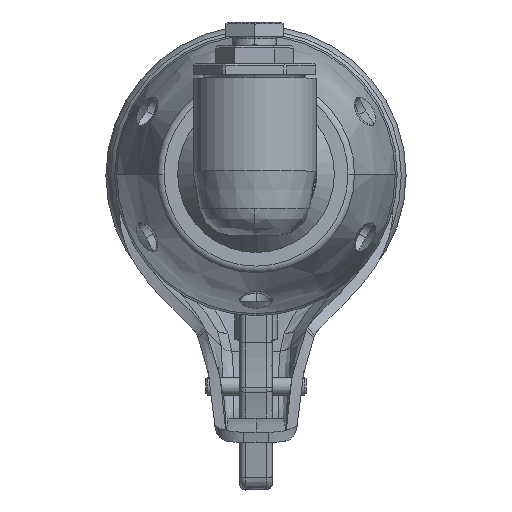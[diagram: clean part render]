
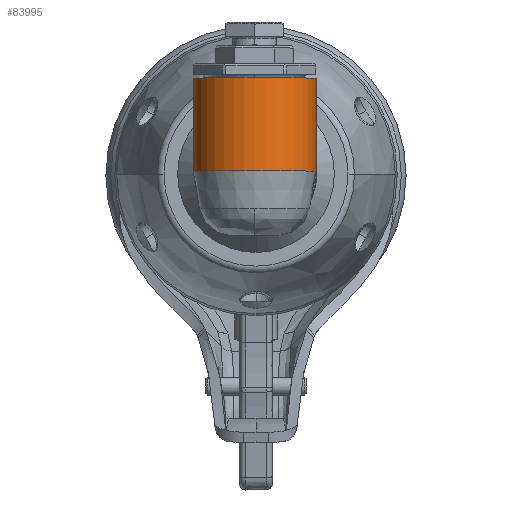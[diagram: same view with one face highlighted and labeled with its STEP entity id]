
A CAD part, top view. The second image highlights one B-rep face of the part: STEP entity #83995.
In plain terms, the highlighted cylindrical face has radius 8.6 mm (diameter 17.2 mm), a partial arc.
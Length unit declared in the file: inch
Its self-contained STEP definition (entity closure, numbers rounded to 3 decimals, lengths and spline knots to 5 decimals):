
#40951=CARTESIAN_POINT('',(-0.00785,0.00996,
7.59055));
#40952=DIRECTION('',(0.,1.,0.));
#40953=DIRECTION('',(-1.,0.,0.));
#40954=AXIS2_PLACEMENT_3D('',#40951,#40952,#40953);
#41017=DIRECTION('',(0.,1.,0.));
#41018=VECTOR('',#41017,0.51181);
#41019=CARTESIAN_POINT('',(0.33073,0.00996,
7.59055));
#41020=LINE('',#41019,#41018);
#41026=DIRECTION('',(0.,1.,0.));
#41027=VECTOR('',#41026,0.51181);
#41028=CARTESIAN_POINT('',(-0.34643,0.00996,
7.59055));
#41029=LINE('',#41028,#41027);
#41030=CARTESIAN_POINT('',(-0.00785,0.52177,
7.59055));
#41031=DIRECTION('',(0.,1.,0.));
#41032=DIRECTION('',(-1.,0.,0.));
#41033=AXIS2_PLACEMENT_3D('',#41030,#41031,#41032);
#67937=CARTESIAN_POINT('',(-0.34643,0.00996,
7.59055));
#67938=CARTESIAN_POINT('',(0.33073,0.00996,
7.59055));
#67939=VERTEX_POINT('',#67937);
#67940=VERTEX_POINT('',#67938);
#67966=CARTESIAN_POINT('',(-0.34643,0.52177,
7.59055));
#67967=VERTEX_POINT('',#67966);
#67968=CARTESIAN_POINT('',(0.33073,0.52177,
7.59055));
#67969=VERTEX_POINT('',#67968);
#83983=CARTESIAN_POINT('',(-0.00785,-0.34438,
7.59055));
#83984=DIRECTION('',(0.,1.,0.));
#83985=DIRECTION('',(-1.,0.,0.));
#83986=AXIS2_PLACEMENT_3D('',#83983,#83984,#83985);
#83987=CYLINDRICAL_SURFACE('',#83986,0.33858);
#83988=ORIENTED_EDGE('',*,*,#83962,.T.);
#83990=ORIENTED_EDGE('',*,*,#83989,.T.);
#83991=ORIENTED_EDGE('',*,*,#83976,.F.);
#83992=ORIENTED_EDGE('',*,*,#83835,.F.);
#83993=EDGE_LOOP('',(#83988,#83990,#83991,#83992));
#83994=FACE_OUTER_BOUND('',#83993,.F.);
#83995=ADVANCED_FACE('',(#83994),#83987,.T.);
#40955=CIRCLE('',#40954,0.33858);
#41034=CIRCLE('',#41033,0.33858);
#83835=EDGE_CURVE('',#67939,#67940,#40955,.T.);
#83962=EDGE_CURVE('',#67939,#67967,#41029,.T.);
#83976=EDGE_CURVE('',#67940,#67969,#41020,.T.);
#83989=EDGE_CURVE('',#67967,#67969,#41034,.T.);
